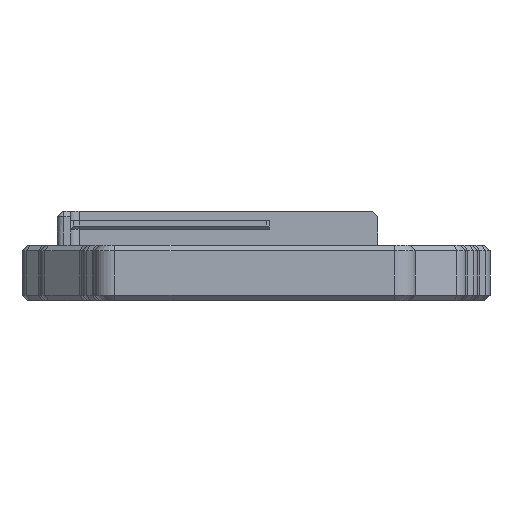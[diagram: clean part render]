
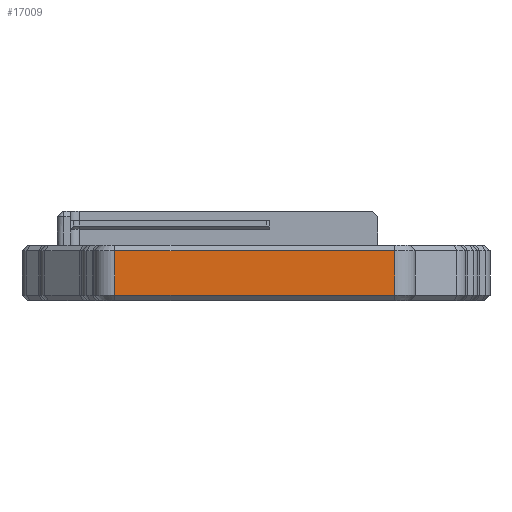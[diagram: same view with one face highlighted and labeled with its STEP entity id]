
A CAD part, left-side view. The second image highlights one B-rep face of the part: STEP entity #17009.
In plain terms, the highlighted planar face has unit normal (-1, 0, 0).
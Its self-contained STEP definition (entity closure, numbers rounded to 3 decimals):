
#303=PLANE('',#18145);
#891=FACE_OUTER_BOUND('',#1926,.T.);
#1926=EDGE_LOOP('',(#11864,#11865,#11866,#11867));
#3069=LINE('',#25705,#4791);
#3109=LINE('',#25810,#4831);
#3110=LINE('',#25814,#4832);
#3111=LINE('',#25815,#4833);
#4791=VECTOR('',#20246,10.);
#4831=VECTOR('',#20368,10.);
#4832=VECTOR('',#20373,10.);
#4833=VECTOR('',#20374,10.);
#7382=VERTEX_POINT('',#25700);
#7383=VERTEX_POINT('',#25704);
#7407=VERTEX_POINT('',#25809);
#7408=VERTEX_POINT('',#25813);
#9068=EDGE_CURVE('',#7382,#7383,#3069,.T.);
#9121=EDGE_CURVE('',#7383,#7407,#3109,.T.);
#9123=EDGE_CURVE('',#7382,#7408,#3110,.T.);
#9124=EDGE_CURVE('',#7407,#7408,#3111,.T.);
#11864=ORIENTED_EDGE('',*,*,#9068,.F.);
#11865=ORIENTED_EDGE('',*,*,#9123,.T.);
#11866=ORIENTED_EDGE('',*,*,#9124,.F.);
#11867=ORIENTED_EDGE('',*,*,#9121,.F.);
#17009=ADVANCED_FACE('',(#891),#303,.T.);
#18145=AXIS2_PLACEMENT_3D('',#25812,#20371,#20372);
#20246=DIRECTION('',(0.,1.,0.));
#20368=DIRECTION('',(0.,0.,1.));
#20371=DIRECTION('center_axis',(-1.,0.,0.));
#20372=DIRECTION('ref_axis',(0.,-1.,0.));
#20373=DIRECTION('',(0.,0.,1.));
#20374=DIRECTION('',(0.,-1.,0.));
#25700=CARTESIAN_POINT('',(-142.3,16.093,1.));
#25704=CARTESIAN_POINT('',(-142.3,69.693,1.));
#25705=CARTESIAN_POINT('',(-142.3,56.168,1.));
#25809=CARTESIAN_POINT('',(-142.3,69.693,9.6));
#25810=CARTESIAN_POINT('',(-142.3,69.693,0.));
#25812=CARTESIAN_POINT('Origin',(-142.3,69.693,0.));
#25813=CARTESIAN_POINT('',(-142.3,16.093,9.6));
#25814=CARTESIAN_POINT('',(-142.3,16.093,0.));
#25815=CARTESIAN_POINT('',(-142.3,56.168,9.6));
